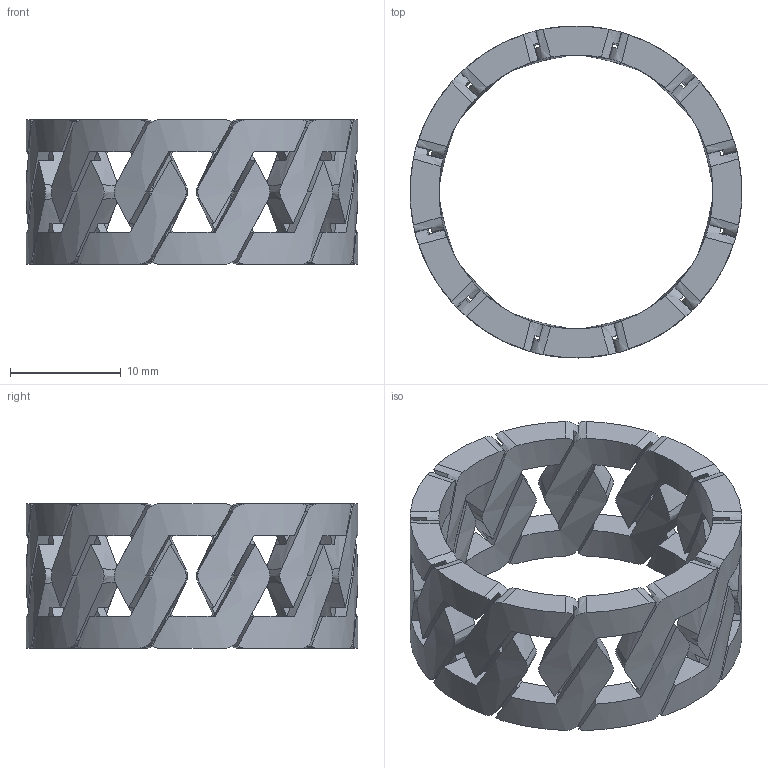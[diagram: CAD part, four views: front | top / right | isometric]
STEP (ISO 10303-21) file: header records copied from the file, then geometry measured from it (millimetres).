
FILE_DESCRIPTION(('FreeCAD Model'),'2;1');
FILE_NAME('Open CASCADE Shape Model','2025-04-25T16:39:27',('FreeCAD'),( 'FreeCAD'),'Open CASCADE STEP processor 7.6','FreeCAD','Unknown');
FILE_SCHEMA(('AUTOMOTIVE_DESIGN { 1 0 10303 214 1 1 1 1 }'));
Length unit declared in the file: millimetre
Products named in the file (1): Open CASCADE STEP translator 7.6 1
Bounding box: 30.01 x 30.01 x 13.05 mm (x, y, z)
Volume: 2084.3 mm3; surface area: 4155.7 mm2
Topology: 12 solids, 12 shells, 408 faces, 1128 edges, 720 vertices
Faces by surface type: bspline 408
Entity records: 19472 total; most frequent: CARTESIAN_POINT 12761, ORIENTED_EDGE 2256, EDGE_CURVE 1128, B_SPLINE_CURVE_WITH_KNOTS 1032, VERTEX_POINT 720, ADVANCED_FACE 408, FACE_BOUND 408, EDGE_LOOP 408
